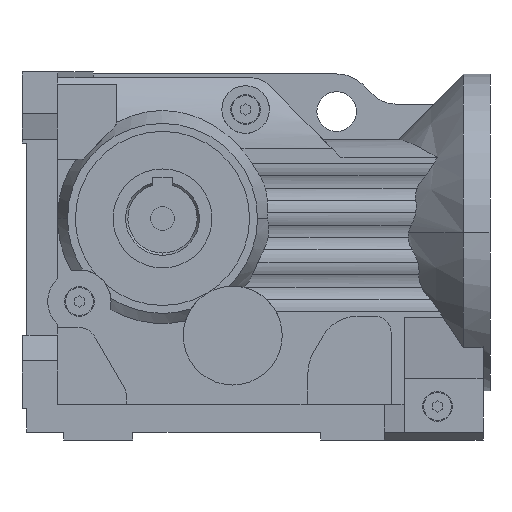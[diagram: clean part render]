
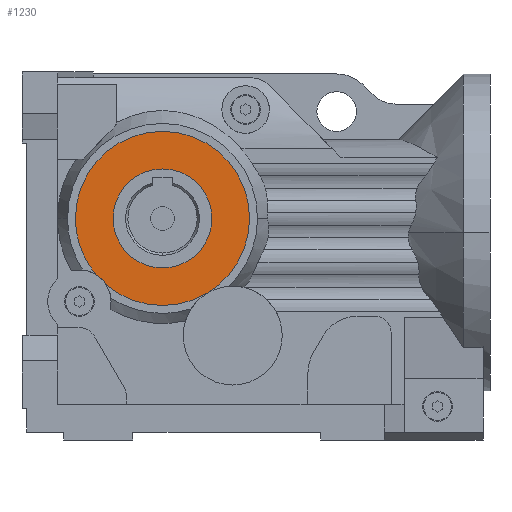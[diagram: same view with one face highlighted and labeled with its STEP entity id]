
A CAD part, front view. The second image highlights one B-rep face of the part: STEP entity #1230.
In plain terms, the highlighted planar face has unit normal (0, -1, 0).
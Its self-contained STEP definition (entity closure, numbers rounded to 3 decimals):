
#1230=ADVANCED_FACE('NONE',(#2617,#2618),#2619,.T.);
#2617=FACE_BOUND('',#4243,.T.);
#2618=FACE_OUTER_BOUND('',#4244,.T.);
#2619=PLANE('',#4245);
#4243=EDGE_LOOP('',(#8018,#8019,#8020));
#4244=EDGE_LOOP('',(#8021,#8022,#8023,#8024));
#4245=AXIS2_PLACEMENT_3D('',#8025,#8026,#8027);
#8018=ORIENTED_EDGE('',*,*,#9427,.T.);
#8019=ORIENTED_EDGE('',*,*,#9442,.T.);
#8020=ORIENTED_EDGE('',*,*,#9428,.T.);
#8021=ORIENTED_EDGE('',*,*,#10328,.F.);
#8022=ORIENTED_EDGE('',*,*,#9220,.T.);
#8023=ORIENTED_EDGE('',*,*,#10418,.F.);
#8024=ORIENTED_EDGE('',*,*,#10323,.F.);
#8025=CARTESIAN_POINT('',(0.0,-72.0,44.0));
#8026=DIRECTION('',(0.0,-1.0,0.0));
#8027=DIRECTION('',(1.0,0.0,0.0));
#9220=EDGE_CURVE('NONE',#11022,#11020,#11023,.T.);
#9427=EDGE_CURVE('',#11390,#11387,#11391,.T.);
#9428=EDGE_CURVE('',#11392,#11390,#11393,.T.);
#9442=EDGE_CURVE('',#11387,#11392,#11413,.T.);
#10323=EDGE_CURVE('NONE',#12705,#12706,#12707,.T.);
#10328=EDGE_CURVE('NONE',#11022,#12705,#12714,.T.);
#10418=EDGE_CURVE('NONE',#12706,#11020,#12857,.T.);
#11020=VERTEX_POINT('NONE',#13674);
#11022=VERTEX_POINT('NONE',#13677);
#11023=CIRCLE('',#13678,16.0);
#11387=VERTEX_POINT('',#14669);
#11390=VERTEX_POINT('',#14673);
#11391=CIRCLE('',#14674,25.0);
#11392=VERTEX_POINT('',#14675);
#11393=CIRCLE('',#14676,25.0);
#11413=CIRCLE('',#14699,25.0);
#12705=VERTEX_POINT('NONE',#17348);
#12706=VERTEX_POINT('NONE',#17349);
#12707=CIRCLE('',#17350,44.0);
#12714=CIRCLE('',#17359,44.0);
#12857=CIRCLE('',#17798,44.0);
#13674=CARTESIAN_POINT('',(-28.354,-72.0,-33.646));
#13677=CARTESIAN_POINT('',(-33.646,-72.0,-28.354));
#13678=AXIS2_PLACEMENT_3D('',#19124,#19125,#19126);
#14669=CARTESIAN_POINT('',(0.,-72.,-25.0));
#14673=CARTESIAN_POINT('',(25.0,-72.0,0.0));
#14674=AXIS2_PLACEMENT_3D('',#19342,#19343,#19344);
#14675=CARTESIAN_POINT('',(0.,-72.,25.0));
#14676=AXIS2_PLACEMENT_3D('',#19345,#19346,#19347);
#14699=AXIS2_PLACEMENT_3D('',#19372,#19373,#19374);
#17348=CARTESIAN_POINT('',(-44.0,-72.0,0.0));
#17349=CARTESIAN_POINT('',(44.0,-72.0,0.));
#17350=AXIS2_PLACEMENT_3D('',#20156,#20157,#20158);
#17359=AXIS2_PLACEMENT_3D('',#20164,#20165,#20166);
#17798=AXIS2_PLACEMENT_3D('',#20255,#20256,#20257);
#19124=CARTESIAN_POINT('',(-42.0,-72.0,-42.0));
#19125=DIRECTION('',(-0.0,1.0,0.0));
#19126=DIRECTION('',(1.0,0.0,0.));
#19342=CARTESIAN_POINT('',(0.0,-72.0,0.0));
#19343=DIRECTION('',(-0.0,1.0,0.0));
#19344=DIRECTION('',(1.0,0.0,0.0));
#19345=CARTESIAN_POINT('',(0.0,-72.0,0.0));
#19346=DIRECTION('',(-0.0,1.0,0.0));
#19347=DIRECTION('',(1.0,0.0,0.0));
#19372=CARTESIAN_POINT('',(0.0,-72.0,0.0));
#19373=DIRECTION('',(-0.0,1.0,0.0));
#19374=DIRECTION('',(1.0,0.0,0.0));
#20156=CARTESIAN_POINT('',(0.0,-72.0,0.0));
#20157=DIRECTION('',(0.0,1.0,0.0));
#20158=DIRECTION('',(-1.0,0.0,0.0));
#20164=CARTESIAN_POINT('',(0.0,-72.0,0.0));
#20165=DIRECTION('',(0.0,1.0,0.0));
#20166=DIRECTION('',(-1.0,0.0,0.0));
#20255=CARTESIAN_POINT('',(0.0,-72.0,0.0));
#20256=DIRECTION('',(0.0,1.0,0.0));
#20257=DIRECTION('',(-1.0,0.0,0.0));
